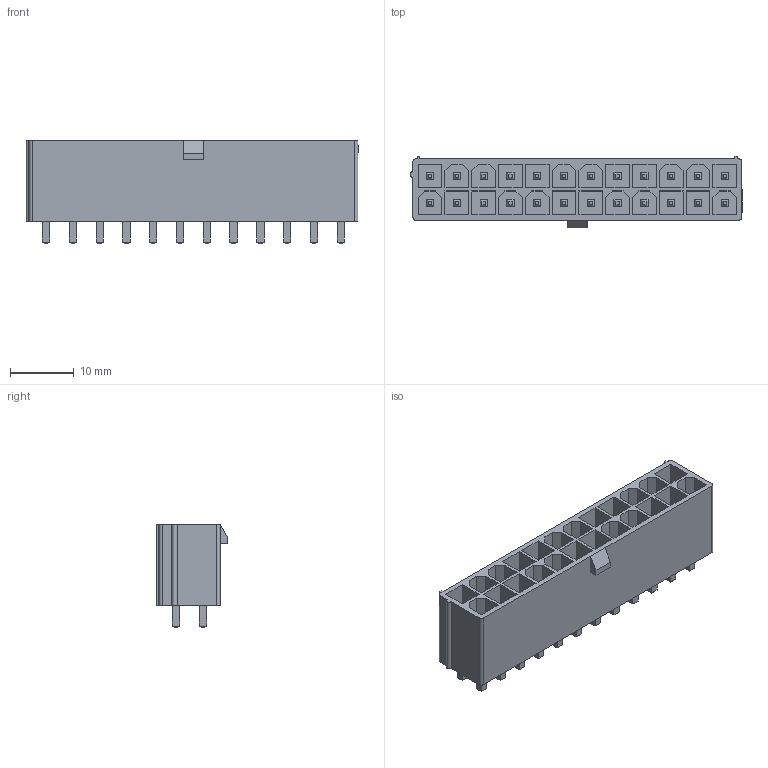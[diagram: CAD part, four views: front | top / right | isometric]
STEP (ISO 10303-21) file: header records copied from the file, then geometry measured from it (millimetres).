
FILE_DESCRIPTION (( 'STEP AP214' ), '1' );
FILE_NAME ('CONN-TH_M4202V-2X12P.step', '2022-08-02T18:12:50', ( '' ), ( '' ), 'SwSTEP 2.0', 'SolidWorks 2020', '' );
FILE_SCHEMA (( 'AUTOMOTIVE_DESIGN' ));
Length unit declared in the file: millimetre
Products named in the file (1): CONN-TH_M4202V-2X12P
Bounding box: 52.05 x 11.21 x 16.3 mm (x, y, z)
Volume: 3406.2 mm3; surface area: 6888.5 mm2
Topology: 14 solids, 14 shells, 942 faces, 2311 edges, 1476 vertices
Faces by surface type: plane 802, bspline 135, cylinder 5
Entity records: 31815 total; most frequent: CARTESIAN_POINT 7889, ORIENTED_EDGE 4622, DIRECTION 3663, EDGE_CURVE 2311, VECTOR 2027, LINE 2027, VERTEX_POINT 1476, EDGE_LOOP 1033
